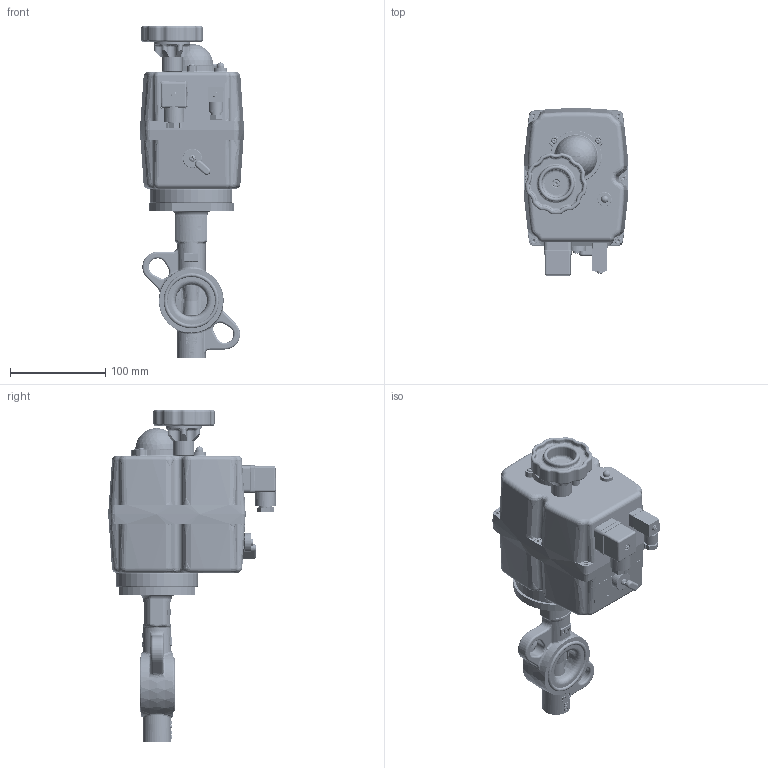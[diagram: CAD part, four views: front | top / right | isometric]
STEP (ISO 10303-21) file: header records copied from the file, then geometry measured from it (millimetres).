
FILE_DESCRIPTION (( 'STEP AP214' ), '1' );
FILE_NAME ('AK211-FERGO-DN2532-Elektroschwenkantrieb-EL.STEP', '2022-09-01T08:01:25', ( '' ), ( '' ), 'SwSTEP 2.0', 'SolidWorks 2022', '' );
FILE_SCHEMA (( 'AUTOMOTIVE_DESIGN' ));
Length unit declared in the file: millimetre
Products named in the file (4): J&J S-20+35; Flanschadapter 15mm; AK210 DN32; AK211-FERGO-DN2532-Elektroschwenkantrieb-EL
Assembly tree (3 placements, depth 2):
  AK211-FERGO-DN2532-Elektroschwenkantrieb-EL
    AK210 DN32
    Flanschadapter 15mm
    J&J S-20+35
Bounding box: 108.76 x 176.14 x 348.75 mm (x, y, z)
Volume: 809630.7 mm3; surface area: 335077.8 mm2
Topology: 58 solids, 58 shells, 5565 faces, 13764 edges, 8373 vertices
Faces by surface type: cylinder 1696, plane 1375, cone 1142, torus 658, bspline 552, sphere 142
Entity records: 224546 total; most frequent: CARTESIAN_POINT 93157, DIRECTION 28221, ORIENTED_EDGE 27204, EDGE_CURVE 13602, AXIS2_PLACEMENT_3D 11368, VERTEX_POINT 8367, CIRCLE 6349, EDGE_LOOP 5961
